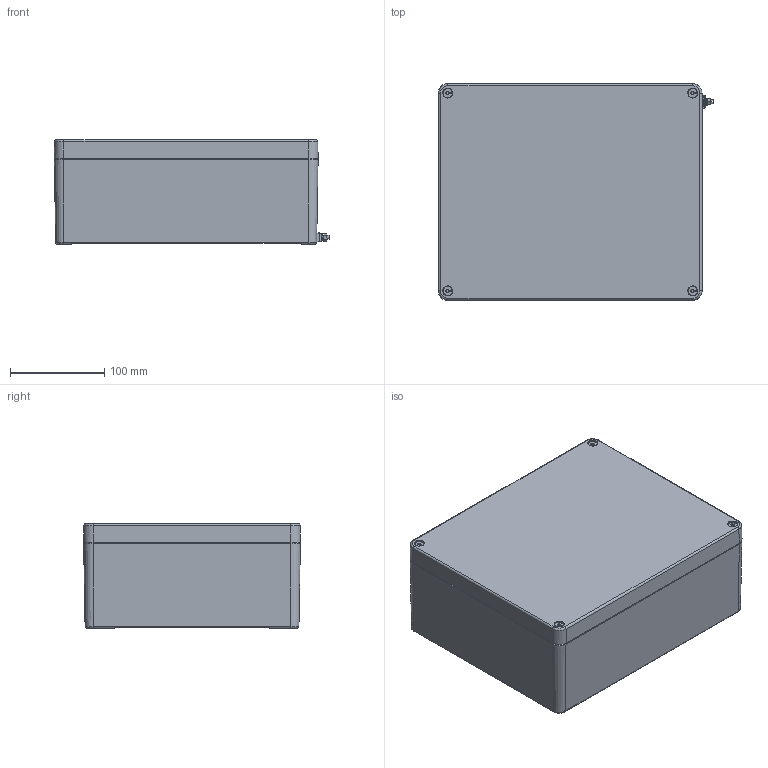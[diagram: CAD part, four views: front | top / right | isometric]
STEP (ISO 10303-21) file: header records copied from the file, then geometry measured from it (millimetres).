
FILE_DESCRIPTION(('CATIA V5R24 STEP','CAx-IF Rec.Pracs.--- Model Styling and Organization---1.2---2011-12-15'),'2;1');
FILE_NAME ('D1451056_0', '2018-04-23T11:08:48+00:00', ('Weidmueller Interface'), ('Weidmueller'), 'CATIA Version 5-6 Release 2014 SP4 HF52', 'CATIA V5 STEP AP214', 'none');
FILE_SCHEMA(('AUTOMOTIVE_DESIGN { 1 0 10303 214 1 1 1 1 }'));
Length unit declared in the file: millimetre
Products named in the file (1): K71 EX_RAL7001
Bounding box: 292.35 x 230 x 111 mm (x, y, z)
Volume: 1151937.1 mm3; surface area: 521220.6 mm2
Topology: 10 solids, 10 shells, 1061 faces, 2617 edges, 1658 vertices
Faces by surface type: plane 450, cylinder 271, cone 212, torus 98, bspline 22, sphere 8
Entity records: 32809 total; most frequent: CARTESIAN_POINT 9375, ORIENTED_EDGE 5214, DIRECTION 3911, EDGE_CURVE 2607, AXIS2_PLACEMENT_3D 1808, VERTEX_POINT 1658, VECTOR 1333, LINE 1333
